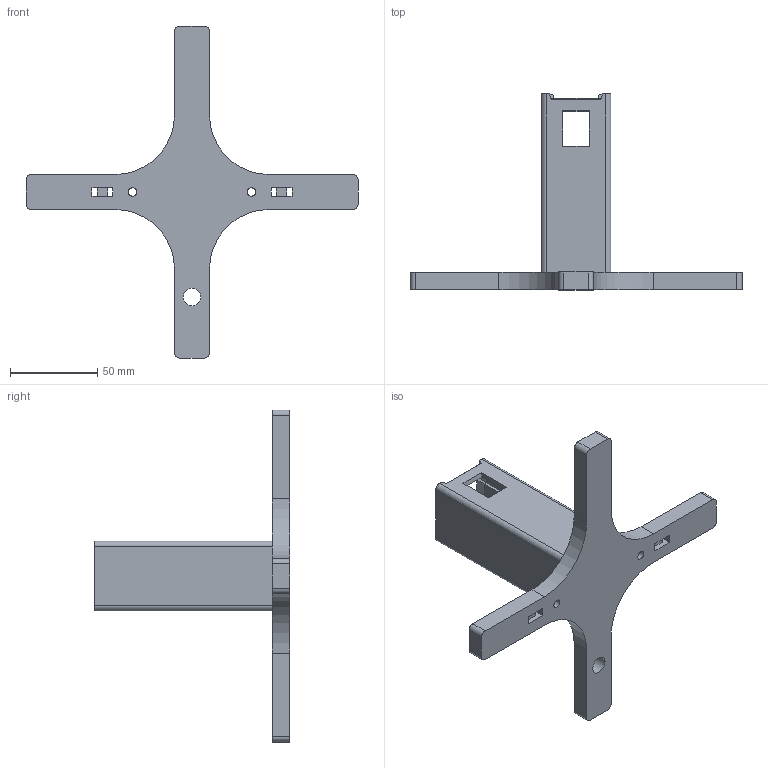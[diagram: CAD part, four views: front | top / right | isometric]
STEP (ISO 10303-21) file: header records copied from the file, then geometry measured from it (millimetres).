
FILE_DESCRIPTION(/* description */ (''),/* implementation_level */ '2;1');
FILE_NAME(/* name */ 'AntennaMountTop.step',/* time_stamp */ '2026-01-02T15:11:34+01:00',/* author */ (''),/* organization */ (''),/* preprocessor_version */ 'ST-DEVELOPER v20.1',/* originating_system */ 'Autodesk Translation Framework v14.21.0.0',/* authorisation */ '');
FILE_SCHEMA (('AUTOMOTIVE_DESIGN { 1 0 10303 214 3 1 1 }'));
Length unit declared in the file: millimetre
Products named in the file (1): antennen_mount
Bounding box: 190 x 112 x 190 mm (x, y, z)
Volume: 175939.4 mm3; surface area: 49666.2 mm2
Topology: 1 solids, 1 shells, 110 faces, 305 edges, 198 vertices
Faces by surface type: plane 89, cylinder 21
Full cylindrical faces by diameter (mm): 4.8 x2, 10 x1
Entity records: 3539 total; most frequent: CARTESIAN_POINT 614, ORIENTED_EDGE 610, DIRECTION 569, EDGE_CURVE 305, LINE 263, VECTOR 263, VERTEX_POINT 198, AXIS2_PLACEMENT_3D 153
